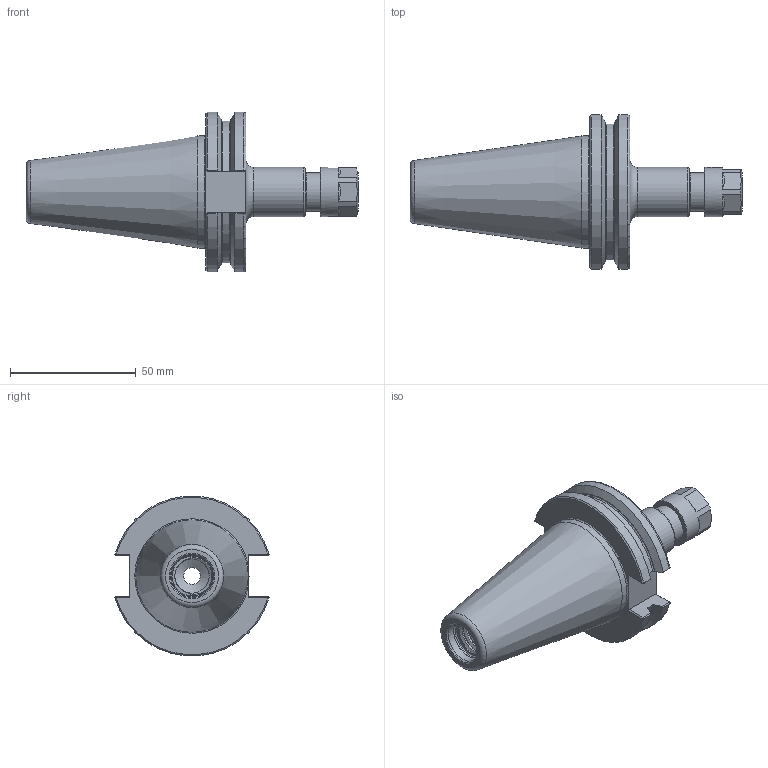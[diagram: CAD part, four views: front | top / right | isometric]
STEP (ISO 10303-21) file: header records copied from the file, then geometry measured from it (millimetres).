
FILE_DESCRIPTION(/* description */ (''),/* implementation_level */ '2;1');
FILE_NAME(/* name */ 'CAT40-SX06-0250 v3.step',/* time_stamp */ '2025-10-09T10:39:29-05:00',/* author */ (''),/* organization */ (''),/* preprocessor_version */ 'ST-DEVELOPER v20.1',/* originating_system */ 'Autodesk Translation Framework v14.17.0.0',/* authorisation */ '');
FILE_SCHEMA (('AUTOMOTIVE_DESIGN { 1 0 10303 214 3 1 1 }'));
Length unit declared in the file: millimetre
Products named in the file (1): DCAT40-SX06-0250
Bounding box: 131.75 x 61.14 x 63.31 mm (x, y, z)
Volume: 114739.8 mm3; surface area: 24940.8 mm2
Topology: 2 solids, 2 shells, 147 faces, 387 edges, 251 vertices
Faces by surface type: plane 53, cylinder 43, cone 23, torus 18, bspline 10
Full cylindrical faces by diameter (mm): 6.647 x1, 8.2 x1, 8.986 x1, 10 x1, 11 x1, 13.627 x10, 14.5 x1, 15.5 x1, 15.8 x1, 15.875 x10, 16.2 x1, 16.28 x1, 16.78 x1, 19.5 x2, 44.45 x1
Entity records: 7581 total; most frequent: CARTESIAN_POINT 4105, ORIENTED_EDGE 774, DIRECTION 666, EDGE_CURVE 387, AXIS2_PLACEMENT_3D 262, VERTEX_POINT 251, EDGE_LOOP 158, FACE_OUTER_BOUND 147
